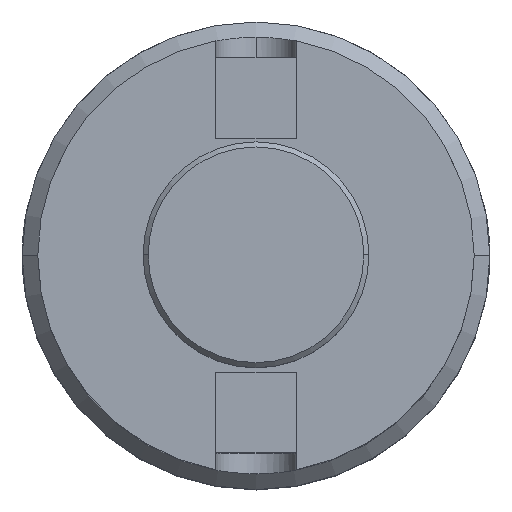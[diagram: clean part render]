
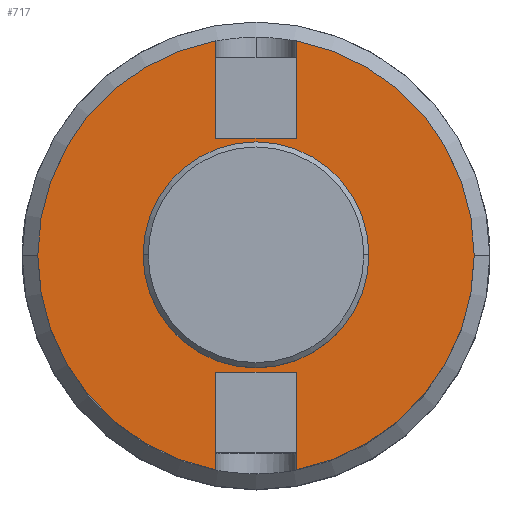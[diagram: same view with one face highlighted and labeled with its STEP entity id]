
A CAD part, top view. The second image highlights one B-rep face of the part: STEP entity #717.
In plain terms, the highlighted planar face has unit normal (0, 0, 1).
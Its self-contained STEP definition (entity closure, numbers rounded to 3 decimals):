
#10 = ORIENTED_EDGE ( 'NONE', *, *, #901, .F. ) ;
#37 = VECTOR ( 'NONE', #235, 1000. ) ;
#91 = VERTEX_POINT ( 'NONE', #1016 ) ;
#93 = DIRECTION ( 'NONE',  ( 0., 0., -1. ) ) ;
#100 = CARTESIAN_POINT ( 'NONE',  ( -3.969, -11.5, 50.8 ) ) ;
#101 = CIRCLE ( 'NONE', #278, 21.463 ) ;
#104 = EDGE_CURVE ( 'NONE', #1143, #439, #1888, .T. ) ;
#123 = CARTESIAN_POINT ( 'NONE',  ( 3.969, 21.463, 50.8 ) ) ;
#148 = EDGE_CURVE ( 'NONE', #832, #91, #1822, .T. ) ;
#209 = VECTOR ( 'NONE', #1146, 1000. ) ;
#235 = DIRECTION ( 'NONE',  ( 0., -1., 0. ) ) ;
#267 = DIRECTION ( 'NONE',  ( 0., -1., 0. ) ) ;
#277 = VECTOR ( 'NONE', #1467, 1000. ) ;
#278 = AXIS2_PLACEMENT_3D ( 'NONE', #2018, #939, #2220 ) ;
#279 = CIRCLE ( 'NONE', #483, 21.463 ) ;
#327 = DIRECTION ( 'NONE',  ( 0., 0., -1. ) ) ;
#336 = DIRECTION ( 'NONE',  ( 0., 0., 1. ) ) ;
#337 = VECTOR ( 'NONE', #267, 1000. ) ;
#344 = CARTESIAN_POINT ( 'NONE',  ( 0., 11.5, 50.8 ) ) ;
#345 = DIRECTION ( 'NONE',  ( 1., 0., 0. ) ) ;
#346 = EDGE_LOOP ( 'NONE', ( #2122, #1957, #2380, #469, #10, #565, #507, #1431, #1407, #679 ) ) ;
#376 = VERTEX_POINT ( 'NONE', #1528 ) ;
#419 = EDGE_CURVE ( 'NONE', #832, #2150, #279, .T. ) ;
#439 = VERTEX_POINT ( 'NONE', #963 ) ;
#456 = CARTESIAN_POINT ( 'NONE',  ( 21.463, 0., 50.8 ) ) ;
#467 = FACE_BOUND ( 'NONE', #1204, .T. ) ;
#469 = ORIENTED_EDGE ( 'NONE', *, *, #148, .T. ) ;
#472 = CIRCLE ( 'NONE', #2204, 9.525 ) ;
#483 = AXIS2_PLACEMENT_3D ( 'NONE', #956, #2258, #1140 ) ;
#507 = ORIENTED_EDGE ( 'NONE', *, *, #104, .F. ) ;
#521 = AXIS2_PLACEMENT_3D ( 'NONE', #822, #858, #1951 ) ;
#522 = LINE ( 'NONE', #344, #758 ) ;
#562 = ORIENTED_EDGE ( 'NONE', *, *, #671, .T. ) ;
#565 = ORIENTED_EDGE ( 'NONE', *, *, #1490, .T. ) ;
#595 = VERTEX_POINT ( 'NONE', #2143 ) ;
#599 = EDGE_CURVE ( 'NONE', #887, #376, #472, .T. ) ;
#609 = DIRECTION ( 'NONE',  ( -1., 0., 0. ) ) ;
#671 = EDGE_CURVE ( 'NONE', #376, #887, #1581, .T. ) ;
#679 = ORIENTED_EDGE ( 'NONE', *, *, #2136, .F. ) ;
#717 = ADVANCED_FACE ( 'NONE', ( #816, #467 ), #937, .T. ) ;
#734 = CARTESIAN_POINT ( 'NONE',  ( 3.969, -11.5, 50.8 ) ) ;
#751 = DIRECTION ( 'NONE',  ( 1., 0., 0. ) ) ;
#758 = VECTOR ( 'NONE', #751, 1000. ) ;
#789 = LINE ( 'NONE', #1072, #277 ) ;
#816 = FACE_OUTER_BOUND ( 'NONE', #346, .T. ) ;
#822 = CARTESIAN_POINT ( 'NONE',  ( 0., 0., 50.8 ) ) ;
#832 = VERTEX_POINT ( 'NONE', #2257 ) ;
#858 = DIRECTION ( 'NONE',  ( 0., 0., -1. ) ) ;
#862 = CARTESIAN_POINT ( 'NONE',  ( 0., 0., 50.8 ) ) ;
#871 = EDGE_CURVE ( 'NONE', #1368, #1548, #1177, .T. ) ;
#887 = VERTEX_POINT ( 'NONE', #1648 ) ;
#901 = EDGE_CURVE ( 'NONE', #595, #91, #522, .T. ) ;
#902 = LINE ( 'NONE', #1083, #209 ) ;
#937 = PLANE ( 'NONE',  #1992 ) ;
#939 = DIRECTION ( 'NONE',  ( 0., 0., -1. ) ) ;
#956 = CARTESIAN_POINT ( 'NONE',  ( 0., 0., 50.8 ) ) ;
#963 = CARTESIAN_POINT ( 'NONE',  ( -3.969, 21.093, 50.8 ) ) ;
#1016 = CARTESIAN_POINT ( 'NONE',  ( 3.969, 11.5, 50.8 ) ) ;
#1072 = CARTESIAN_POINT ( 'NONE',  ( -3.969, 21.463, 50.8 ) ) ;
#1083 = CARTESIAN_POINT ( 'NONE',  ( 0., -11.5, 50.8 ) ) ;
#1085 = DIRECTION ( 'NONE',  ( 0., 1., 0. ) ) ;
#1094 = AXIS2_PLACEMENT_3D ( 'NONE', #2217, #327, #2202 ) ;
#1140 = DIRECTION ( 'NONE',  ( -1., 0., 0. ) ) ;
#1143 = VERTEX_POINT ( 'NONE', #2138 ) ;
#1146 = DIRECTION ( 'NONE',  ( -1., 0., 0. ) ) ;
#1177 = LINE ( 'NONE', #123, #1430 ) ;
#1186 = CARTESIAN_POINT ( 'NONE',  ( 0., 0., 50.8 ) ) ;
#1203 = CARTESIAN_POINT ( 'NONE',  ( -3.969, 21.463, 50.8 ) ) ;
#1204 = EDGE_LOOP ( 'NONE', ( #562, #1616 ) ) ;
#1234 = EDGE_CURVE ( 'NONE', #1623, #1143, #101, .T. ) ;
#1282 = LINE ( 'NONE', #1203, #37 ) ;
#1368 = VERTEX_POINT ( 'NONE', #2085 ) ;
#1407 = ORIENTED_EDGE ( 'NONE', *, *, #1728, .F. ) ;
#1430 = VECTOR ( 'NONE', #1085, 1000. ) ;
#1431 = ORIENTED_EDGE ( 'NONE', *, *, #1234, .F. ) ;
#1467 = DIRECTION ( 'NONE',  ( 0., 1., 0. ) ) ;
#1490 = EDGE_CURVE ( 'NONE', #595, #439, #789, .T. ) ;
#1528 = CARTESIAN_POINT ( 'NONE',  ( -9.525, 0., 50.8 ) ) ;
#1548 = VERTEX_POINT ( 'NONE', #734 ) ;
#1581 = CIRCLE ( 'NONE', #1094, 9.525 ) ;
#1593 = DIRECTION ( 'NONE',  ( -1., 0., 0. ) ) ;
#1616 = ORIENTED_EDGE ( 'NONE', *, *, #599, .T. ) ;
#1623 = VERTEX_POINT ( 'NONE', #1860 ) ;
#1638 = CARTESIAN_POINT ( 'NONE',  ( 0., 21.463, 50.8 ) ) ;
#1648 = CARTESIAN_POINT ( 'NONE',  ( 9.525, 0., 50.8 ) ) ;
#1714 = DIRECTION ( 'NONE',  ( 0., 0., -1. ) ) ;
#1728 = EDGE_CURVE ( 'NONE', #1859, #1623, #1282, .T. ) ;
#1759 = AXIS2_PLACEMENT_3D ( 'NONE', #1186, #1714, #609 ) ;
#1782 = CIRCLE ( 'NONE', #1759, 21.463 ) ;
#1822 = LINE ( 'NONE', #1930, #337 ) ;
#1859 = VERTEX_POINT ( 'NONE', #100 ) ;
#1860 = CARTESIAN_POINT ( 'NONE',  ( -3.969, -21.093, 50.8 ) ) ;
#1888 = CIRCLE ( 'NONE', #521, 21.463 ) ;
#1930 = CARTESIAN_POINT ( 'NONE',  ( 3.969, 21.463, 50.8 ) ) ;
#1951 = DIRECTION ( 'NONE',  ( -1., 0., 0. ) ) ;
#1957 = ORIENTED_EDGE ( 'NONE', *, *, #2183, .F. ) ;
#1992 = AXIS2_PLACEMENT_3D ( 'NONE', #1638, #336, #345 ) ;
#2018 = CARTESIAN_POINT ( 'NONE',  ( 0., 0., 50.8 ) ) ;
#2085 = CARTESIAN_POINT ( 'NONE',  ( 3.969, -21.093, 50.8 ) ) ;
#2122 = ORIENTED_EDGE ( 'NONE', *, *, #871, .F. ) ;
#2136 = EDGE_CURVE ( 'NONE', #1548, #1859, #902, .T. ) ;
#2138 = CARTESIAN_POINT ( 'NONE',  ( -21.463, 0., 50.8 ) ) ;
#2143 = CARTESIAN_POINT ( 'NONE',  ( -3.969, 11.5, 50.8 ) ) ;
#2150 = VERTEX_POINT ( 'NONE', #456 ) ;
#2183 = EDGE_CURVE ( 'NONE', #2150, #1368, #1782, .T. ) ;
#2202 = DIRECTION ( 'NONE',  ( -1., 0., 0. ) ) ;
#2204 = AXIS2_PLACEMENT_3D ( 'NONE', #862, #93, #1593 ) ;
#2217 = CARTESIAN_POINT ( 'NONE',  ( 0., 0., 50.8 ) ) ;
#2220 = DIRECTION ( 'NONE',  ( -1., 0., 0. ) ) ;
#2257 = CARTESIAN_POINT ( 'NONE',  ( 3.969, 21.093, 50.8 ) ) ;
#2258 = DIRECTION ( 'NONE',  ( 0., 0., -1. ) ) ;
#2380 = ORIENTED_EDGE ( 'NONE', *, *, #419, .F. ) ;
